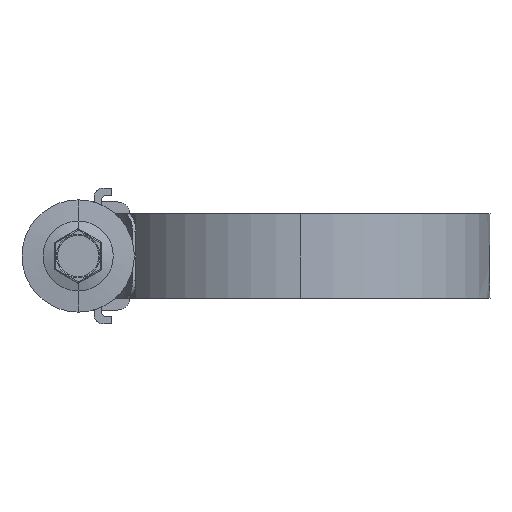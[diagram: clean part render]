
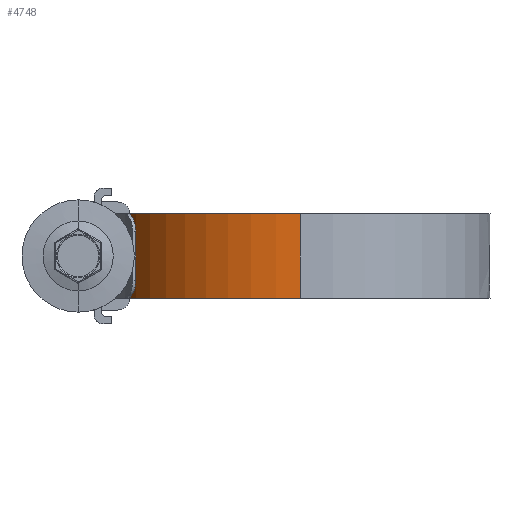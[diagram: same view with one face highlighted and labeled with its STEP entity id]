
A CAD part, left-side view. The second image highlights one B-rep face of the part: STEP entity #4748.
In plain terms, the highlighted cylindrical face has radius 32.08 mm (diameter 64.16 mm), a partial arc.
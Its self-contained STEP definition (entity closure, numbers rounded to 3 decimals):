
#424 = DIRECTION ( 'NONE',  ( -1., 0., 0. ) ) ;
#540 = LINE ( 'NONE', #11062, #3065 ) ;
#663 = LINE ( 'NONE', #2287, #5347 ) ;
#982 = VERTEX_POINT ( 'NONE', #2212 ) ;
#1134 = ORIENTED_EDGE ( 'NONE', *, *, #5236, .T. ) ;
#1286 = DIRECTION ( 'NONE',  ( 0., 0., -1. ) ) ;
#1488 = ORIENTED_EDGE ( 'NONE', *, *, #4976, .F. ) ;
#1513 = DIRECTION ( 'NONE',  ( 0., 0., -1. ) ) ;
#1740 = EDGE_CURVE ( 'NONE', #6400, #982, #663, .T. ) ;
#2212 = CARTESIAN_POINT ( 'NONE',  ( -32.08, 0., -7.145 ) ) ;
#2287 = CARTESIAN_POINT ( 'NONE',  ( -32.08, 0., 7.145 ) ) ;
#2313 = VERTEX_POINT ( 'NONE', #6989 ) ;
#2582 = AXIS2_PLACEMENT_3D ( 'NONE', #10106, #6477, #4683 ) ;
#3065 = VECTOR ( 'NONE', #10303, 1000. ) ;
#3546 = CARTESIAN_POINT ( 'NONE',  ( 0., 0., 7.145 ) ) ;
#4683 = DIRECTION ( 'NONE',  ( 1., 0., 0. ) ) ;
#4748 = ADVANCED_FACE ( 'NONE', ( #5036 ), #6850, .T. ) ;
#4976 = EDGE_CURVE ( 'NONE', #2313, #6400, #10196, .T. ) ;
#5036 = FACE_OUTER_BOUND ( 'NONE', #8019, .T. ) ;
#5236 = EDGE_CURVE ( 'NONE', #8710, #982, #7443, .T. ) ;
#5347 = VECTOR ( 'NONE', #1513, 1000. ) ;
#6400 = VERTEX_POINT ( 'NONE', #7933 ) ;
#6477 = DIRECTION ( 'NONE',  ( 0., 0., 1. ) ) ;
#6850 = CYLINDRICAL_SURFACE ( 'NONE', #8744, 32.08 ) ;
#6900 = DIRECTION ( 'NONE',  ( 1., 0., 0. ) ) ;
#6937 = EDGE_CURVE ( 'NONE', #2313, #8710, #540, .T. ) ;
#6989 = CARTESIAN_POINT ( 'NONE',  ( 0., 32.08, 7.145 ) ) ;
#7443 = CIRCLE ( 'NONE', #2582, 32.08 ) ;
#7555 = ORIENTED_EDGE ( 'NONE', *, *, #1740, .F. ) ;
#7862 = DIRECTION ( 'NONE',  ( 0., 0., 1. ) ) ;
#7933 = CARTESIAN_POINT ( 'NONE',  ( -32.08, 0., 7.145 ) ) ;
#8019 = EDGE_LOOP ( 'NONE', ( #7555, #1488, #11020, #1134 ) ) ;
#8548 = AXIS2_PLACEMENT_3D ( 'NONE', #3546, #7862, #6900 ) ;
#8710 = VERTEX_POINT ( 'NONE', #8791 ) ;
#8744 = AXIS2_PLACEMENT_3D ( 'NONE', #9256, #1286, #424 ) ;
#8791 = CARTESIAN_POINT ( 'NONE',  ( 0., 32.08, -7.145 ) ) ;
#9256 = CARTESIAN_POINT ( 'NONE',  ( 0., 0., 7.145 ) ) ;
#10106 = CARTESIAN_POINT ( 'NONE',  ( 0., 0., -7.145 ) ) ;
#10196 = CIRCLE ( 'NONE', #8548, 32.08 ) ;
#10303 = DIRECTION ( 'NONE',  ( 0., 0., -1. ) ) ;
#11020 = ORIENTED_EDGE ( 'NONE', *, *, #6937, .T. ) ;
#11062 = CARTESIAN_POINT ( 'NONE',  ( 0., 32.08, 7.145 ) ) ;
